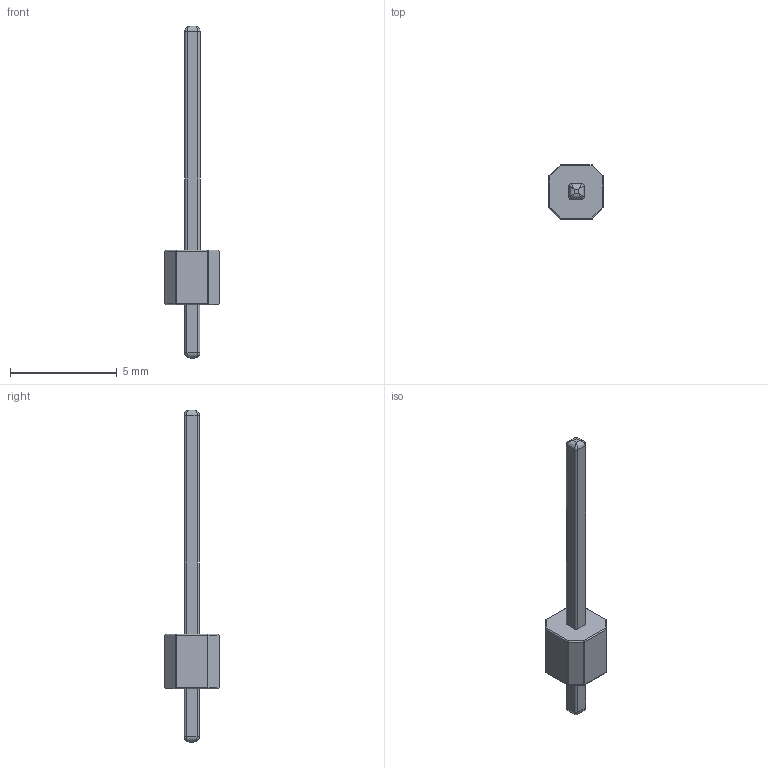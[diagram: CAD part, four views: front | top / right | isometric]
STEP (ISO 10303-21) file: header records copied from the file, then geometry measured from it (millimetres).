
FILE_DESCRIPTION(/* description */ (''),/* implementation_level */ '2;1');
FILE_NAME(/* name */ 'Header 1.step',/* time_stamp */ '2024-09-19T18:56:41+02:00',/* author */ (''),/* organization */ (''),/* preprocessor_version */ 'ST-DEVELOPER v20',/* originating_system */ 'Autodesk Translation Framework v13.14.0.145',/* authorisation */ '');
FILE_SCHEMA (('AUTOMOTIVE_DESIGN { 1 0 10303 214 3 1 1 }'));
Length unit declared in the file: millimetre
Products named in the file (2): Header 1; Header 1 pin
Assembly tree (1 placements, depth 2):
  Header 1
    Header 1 pin
Bounding box: 2.54 x 2.54 x 15.54 mm (x, y, z)
Volume: 42.6 mm3; surface area: 136 mm2
Topology: 2 solids, 2 shells, 168 faces, 352 edges, 176 vertices
Faces by surface type: cylinder 80, plane 40, sphere 32, bspline 16
Entity records: 4624 total; most frequent: CARTESIAN_POINT 987, DIRECTION 806, ORIENTED_EDGE 672, EDGE_CURVE 336, AXIS2_PLACEMENT_3D 315, LINE 176, VECTOR 176, VERTEX_POINT 176
